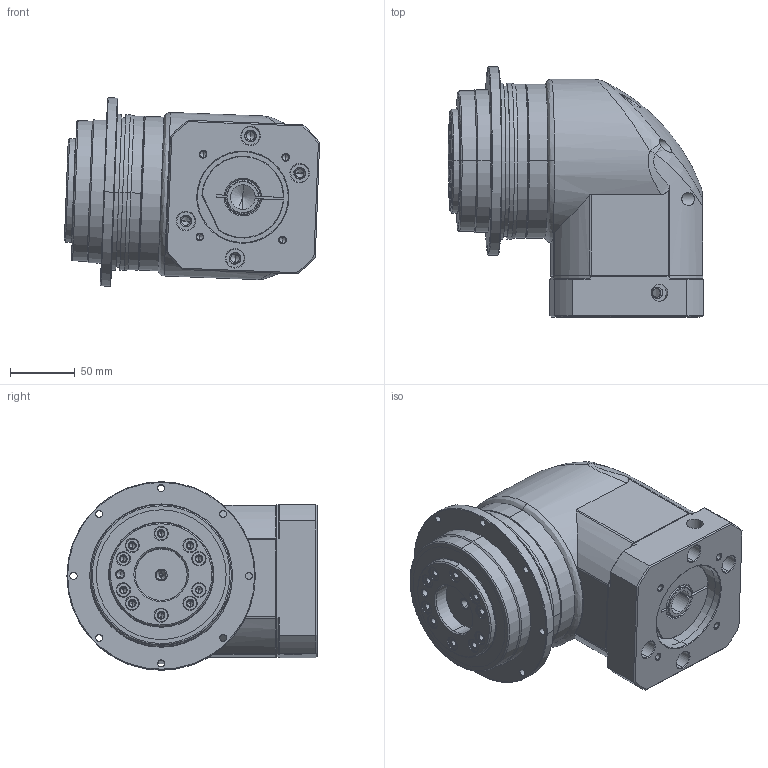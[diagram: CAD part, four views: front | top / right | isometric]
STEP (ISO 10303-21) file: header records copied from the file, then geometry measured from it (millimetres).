
FILE_DESCRIPTION (( 'STEP AP214' ), '1' );
FILE_NAME ('SDL110-L1-19-70-90-M5-M6.STEP', '2022-02-25T09:55:37', ( 'admin' ), ( '' ), 'SwSTEP 2.0', 'SolidWorks 2013', '' );
FILE_SCHEMA (( 'AUTOMOTIVE_DESIGN' ));
Length unit declared in the file: millimetre
Products named in the file (6): SBL115-70-90M6; 22-19_X2_8F6C63625957_X0_; SBL115_X2_8F9351658F7495017D2773AF_X0_-22; SDL115-22; SDL110-L1-19-70-90-M5-M6; SD110-L1
Assembly tree (5 placements, depth 2):
  SDL110-L1-19-70-90-M5-M6
    SDL115-22
    SBL115_X2_8F9351658F7495017D2773AF_X0_-22
    22-19_X2_8F6C63625957_X0_
    SBL115-70-90M6
    SD110-L1
Bounding box: 196.55 x 192.5 x 145.16 mm (x, y, z)
Volume: 2676975.7 mm3; surface area: 251120.1 mm2
Topology: 9 solids, 9 shells, 602 faces, 1494 edges, 906 vertices
Faces by surface type: cylinder 258, cone 201, plane 115, bspline 26, torus 2
Entity records: 31536 total; most frequent: CARTESIAN_POINT 10733, DIRECTION 2937, ORIENTED_EDGE 2844, EDGE_CURVE 1422, AXIS2_PLACEMENT_3D 1181, VERTEX_POINT 906, EDGE_LOOP 720, UNCERTAINTY_MEASURE_WITH_UNIT 622
